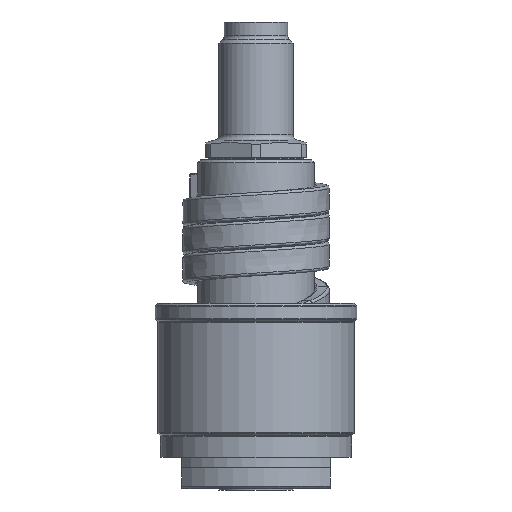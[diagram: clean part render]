
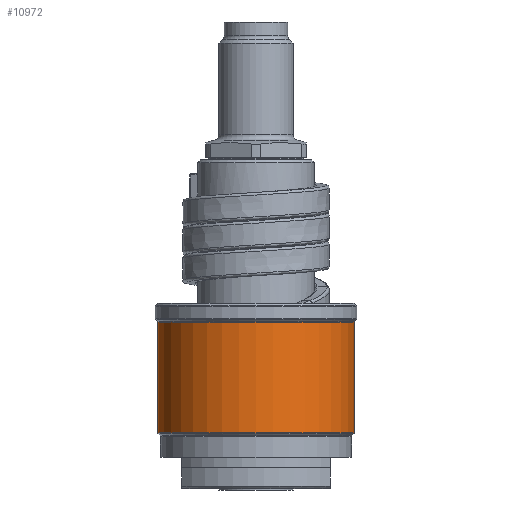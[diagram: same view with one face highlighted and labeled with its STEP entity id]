
A CAD part, front view. The second image highlights one B-rep face of the part: STEP entity #10972.
In plain terms, the highlighted cylindrical face has radius 18.5 mm (diameter 37 mm), a partial arc.
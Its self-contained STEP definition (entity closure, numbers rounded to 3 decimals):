
#3774=CARTESIAN_POINT('',(0.,0.,10.583));
#3775=DIRECTION('',(0.,0.,1.));
#3776=DIRECTION('',(-1.,0.,0.));
#3777=AXIS2_PLACEMENT_3D('',#3774,#3775,#3776);
#3779=DIRECTION('',(0.,0.,-1.));
#3780=VECTOR('',#3779,20.834);
#3781=CARTESIAN_POINT('',(-18.5,0.,31.417));
#3782=LINE('',#3781,#3780);
#3783=CARTESIAN_POINT('',(0.,0.,31.417));
#3784=DIRECTION('',(0.,0.,1.));
#3785=DIRECTION('',(-1.,0.,0.));
#3786=AXIS2_PLACEMENT_3D('',#3783,#3784,#3785);
#3788=DIRECTION('',(0.,0.,-1.));
#3789=VECTOR('',#3788,20.834);
#3790=CARTESIAN_POINT('',(18.5,0.,31.417));
#3791=LINE('',#3790,#3789);
#5413=CARTESIAN_POINT('',(18.5,0.,31.417));
#5414=CARTESIAN_POINT('',(-18.5,0.,31.417));
#5415=VERTEX_POINT('',#5413);
#5416=VERTEX_POINT('',#5414);
#5439=CARTESIAN_POINT('',(18.5,0.,10.583));
#5440=VERTEX_POINT('',#5439);
#5441=CARTESIAN_POINT('',(-18.5,0.,10.583));
#5442=VERTEX_POINT('',#5441);
#10960=CARTESIAN_POINT('',(0.,0.,8.75));
#10961=DIRECTION('',(0.,0.,1.));
#10962=DIRECTION('',(-1.,0.,0.));
#10963=AXIS2_PLACEMENT_3D('',#10960,#10961,#10962);
#10964=CYLINDRICAL_SURFACE('',#10963,18.5);
#10965=ORIENTED_EDGE('',*,*,#9075,.F.);
#10966=ORIENTED_EDGE('',*,*,#9056,.F.);
#10968=ORIENTED_EDGE('',*,*,#10967,.T.);
#10969=ORIENTED_EDGE('',*,*,#9052,.T.);
#10970=EDGE_LOOP('',(#10965,#10966,#10968,#10969));
#10971=FACE_OUTER_BOUND('',#10970,.F.);
#3778=CIRCLE('',#3777,18.5);
#3787=CIRCLE('',#3786,18.5);
#9052=EDGE_CURVE('',#5415,#5440,#3791,.T.);
#9056=EDGE_CURVE('',#5416,#5442,#3782,.T.);
#9075=EDGE_CURVE('',#5442,#5440,#3778,.T.);
#10967=EDGE_CURVE('',#5416,#5415,#3787,.T.);
#10972=ADVANCED_FACE('',(#10971),#10964,.T.);
